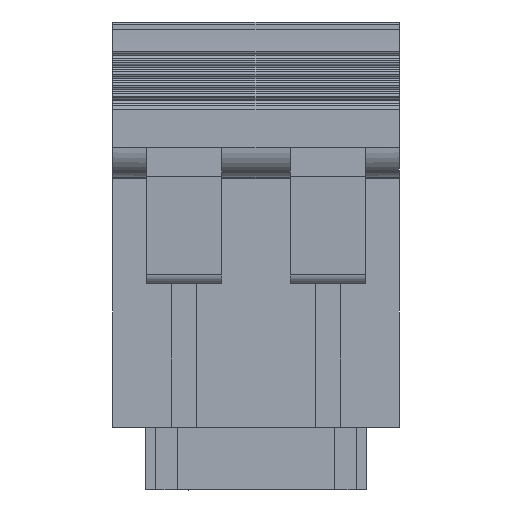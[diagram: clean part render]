
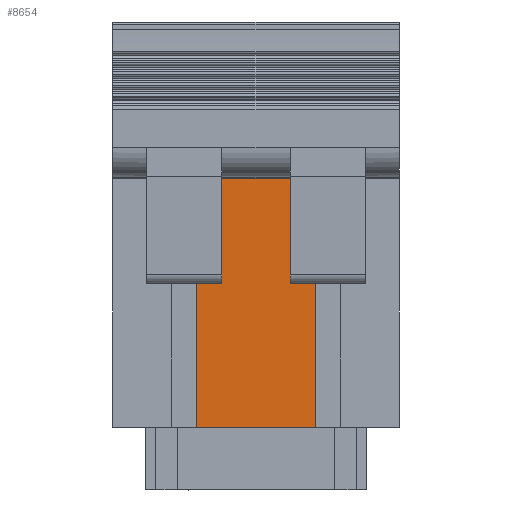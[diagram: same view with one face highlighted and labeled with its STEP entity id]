
A CAD part, front view. The second image highlights one B-rep face of the part: STEP entity #8654.
In plain terms, the highlighted planar face has unit normal (0, -1, 0).
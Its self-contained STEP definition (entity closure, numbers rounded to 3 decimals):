
#8631=AXIS2_PLACEMENT_3D('Plane Axis2P3D',#8628,#8629,#8630) ;
#2488=CARTESIAN_POINT('Vertex',(16.175,3.202,5.)) ;
#2491=CARTESIAN_POINT('Line Origine',(11.45,3.202,5.)) ;
#2495=CARTESIAN_POINT('Vertex',(6.725,3.202,5.)) ;
#4480=CARTESIAN_POINT('Line Origine',(6.725,3.202,10.75)) ;
#4484=CARTESIAN_POINT('Vertex',(6.725,3.202,16.5)) ;
#4487=CARTESIAN_POINT('Line Origine',(6.725,3.202,20.697)) ;
#4491=CARTESIAN_POINT('Vertex',(6.725,3.202,24.893)) ;
#4542=CARTESIAN_POINT('Vertex',(16.175,3.202,24.893)) ;
#4545=CARTESIAN_POINT('Line Origine',(16.175,3.202,20.697)) ;
#4549=CARTESIAN_POINT('Vertex',(16.175,3.202,16.5)) ;
#4552=CARTESIAN_POINT('Line Origine',(16.175,3.202,10.75)) ;
#6440=CARTESIAN_POINT('Vertex',(8.725,3.202,24.893)) ;
#6443=CARTESIAN_POINT('Line Origine',(11.45,3.202,24.893)) ;
#6447=CARTESIAN_POINT('Vertex',(14.175,3.202,24.893)) ;
#8572=CARTESIAN_POINT('Line Origine',(15.175,3.202,24.893)) ;
#8606=CARTESIAN_POINT('Line Origine',(7.725,3.202,24.893)) ;
#8628=CARTESIAN_POINT('Axis2P3D Location',(22.9,3.202,30.4)) ;
#2492=DIRECTION('Vector Direction',(-1.,0.,0.)) ;
#4481=DIRECTION('Vector Direction',(0.,0.,-1.)) ;
#4488=DIRECTION('Vector Direction',(0.,0.,-1.)) ;
#4546=DIRECTION('Vector Direction',(0.,0.,-1.)) ;
#4553=DIRECTION('Vector Direction',(0.,0.,-1.)) ;
#6444=DIRECTION('Vector Direction',(-1.,0.,0.)) ;
#8573=DIRECTION('Vector Direction',(-1.,0.,0.)) ;
#8607=DIRECTION('Vector Direction',(1.,0.,0.)) ;
#8629=DIRECTION('Axis2P3D Direction',(0.,1.,0.)) ;
#8630=DIRECTION('Axis2P3D XDirection',(0.,0.,-1.)) ;
#2493=VECTOR('Line Direction',#2492,1.) ;
#4482=VECTOR('Line Direction',#4481,1.) ;
#4489=VECTOR('Line Direction',#4488,1.) ;
#4547=VECTOR('Line Direction',#4546,1.) ;
#4554=VECTOR('Line Direction',#4553,1.) ;
#6445=VECTOR('Line Direction',#6444,1.) ;
#8574=VECTOR('Line Direction',#8573,1.) ;
#8608=VECTOR('Line Direction',#8607,1.) ;
#8645=ORIENTED_EDGE('',*,*,#4486,.T.) ;
#8646=ORIENTED_EDGE('',*,*,#2497,.F.) ;
#8647=ORIENTED_EDGE('',*,*,#4556,.F.) ;
#8648=ORIENTED_EDGE('',*,*,#4551,.T.) ;
#8649=ORIENTED_EDGE('',*,*,#8576,.T.) ;
#8650=ORIENTED_EDGE('',*,*,#6449,.F.) ;
#8651=ORIENTED_EDGE('',*,*,#8610,.F.) ;
#8652=ORIENTED_EDGE('',*,*,#4493,.F.) ;
#8654=ADVANCED_FACE('Hauptkoerper',(#8653),#8632,.F.) ;
#2497=EDGE_CURVE('',#2489,#2496,#2494,.T.) ;
#4486=EDGE_CURVE('',#4485,#2496,#4483,.T.) ;
#4493=EDGE_CURVE('',#4485,#4492,#4490,.F.) ;
#4551=EDGE_CURVE('',#4550,#4543,#4548,.F.) ;
#4556=EDGE_CURVE('',#4550,#2489,#4555,.T.) ;
#6449=EDGE_CURVE('',#6441,#6448,#6446,.F.) ;
#8576=EDGE_CURVE('',#4543,#6448,#8575,.T.) ;
#8610=EDGE_CURVE('',#4492,#6441,#8609,.T.) ;
#8644=EDGE_LOOP('',(#8645,#8646,#8647,#8648,#8649,#8650,#8651,#8652)) ;
#8653=FACE_OUTER_BOUND('',#8644,.T.) ;
#2494=LINE('Line',#2491,#2493) ;
#4483=LINE('Line',#4480,#4482) ;
#4490=LINE('Line',#4487,#4489) ;
#4548=LINE('Line',#4545,#4547) ;
#4555=LINE('Line',#4552,#4554) ;
#6446=LINE('Line',#6443,#6445) ;
#8575=LINE('Line',#8572,#8574) ;
#8609=LINE('Line',#8606,#8608) ;
#8632=PLANE('',#8631) ;
#2489=VERTEX_POINT('',#2488) ;
#2496=VERTEX_POINT('',#2495) ;
#4485=VERTEX_POINT('',#4484) ;
#4492=VERTEX_POINT('',#4491) ;
#4543=VERTEX_POINT('',#4542) ;
#4550=VERTEX_POINT('',#4549) ;
#6441=VERTEX_POINT('',#6440) ;
#6448=VERTEX_POINT('',#6447) ;
